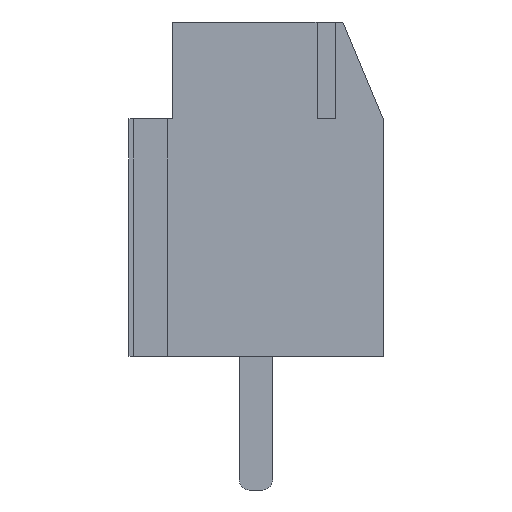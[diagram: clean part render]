
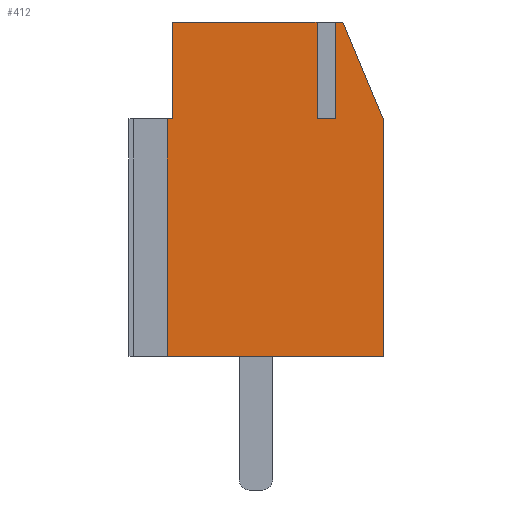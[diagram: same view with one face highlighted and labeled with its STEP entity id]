
A CAD part, left-side view. The second image highlights one B-rep face of the part: STEP entity #412.
In plain terms, the highlighted planar face has unit normal (-1, 0, 0).
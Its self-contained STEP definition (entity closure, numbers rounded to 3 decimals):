
#412=ADVANCED_FACE('',(#1082),#1083,.T.);
#1082=FACE_OUTER_BOUND('',#2069,.T.);
#1083=PLANE('',#2070);
#2069=EDGE_LOOP('',(#3079,#3080,#3081,#3082,#3083,#3084,#3085,#3086,#3087,#3088,#3089));
#2070=AXIS2_PLACEMENT_3D('',#3090,#3091,#3092);
#3079=ORIENTED_EDGE('',*,*,#5934,.F.);
#3080=ORIENTED_EDGE('',*,*,#5936,.T.);
#3081=ORIENTED_EDGE('',*,*,#5937,.T.);
#3082=ORIENTED_EDGE('',*,*,#5938,.T.);
#3083=ORIENTED_EDGE('',*,*,#5939,.T.);
#3084=ORIENTED_EDGE('',*,*,#5940,.F.);
#3085=ORIENTED_EDGE('',*,*,#5941,.F.);
#3086=ORIENTED_EDGE('',*,*,#5942,.T.);
#3087=ORIENTED_EDGE('',*,*,#5943,.T.);
#3088=ORIENTED_EDGE('',*,*,#5944,.T.);
#3089=ORIENTED_EDGE('',*,*,#5945,.T.);
#3090=CARTESIAN_POINT('',(-5.0,0.0,0.0));
#3091=DIRECTION('',(-1.0,0.0,0.0));
#3092=DIRECTION('',(0.0,0.0,1.0));
#5934=EDGE_CURVE('',#7114,#7109,#7116,.T.);
#5936=EDGE_CURVE('',#7114,#7118,#7119,.T.);
#5937=EDGE_CURVE('',#7118,#7120,#7121,.T.);
#5938=EDGE_CURVE('',#7120,#7122,#7123,.T.);
#5939=EDGE_CURVE('',#7122,#7124,#7125,.T.);
#5940=EDGE_CURVE('',#7126,#7124,#7127,.T.);
#5941=EDGE_CURVE('',#7128,#7126,#7129,.T.);
#5942=EDGE_CURVE('',#7128,#7130,#7131,.T.);
#5943=EDGE_CURVE('',#7130,#7132,#7133,.T.);
#5944=EDGE_CURVE('',#7132,#7134,#7135,.T.);
#5945=EDGE_CURVE('',#7134,#7109,#7136,.T.);
#7109=VERTEX_POINT('',#8815);
#7114=VERTEX_POINT('',#8822);
#7116=LINE('',#8825,#8826);
#7118=VERTEX_POINT('',#8828);
#7119=LINE('',#8829,#8830);
#7120=VERTEX_POINT('',#8831);
#7121=LINE('',#8832,#8833);
#7122=VERTEX_POINT('',#8834);
#7123=LINE('',#8835,#8836);
#7124=VERTEX_POINT('',#8837);
#7125=LINE('',#8838,#8839);
#7126=VERTEX_POINT('',#8840);
#7127=LINE('',#8841,#8842);
#7128=VERTEX_POINT('',#8843);
#7129=LINE('',#8844,#8845);
#7130=VERTEX_POINT('',#8846);
#7131=LINE('',#8847,#8848);
#7132=VERTEX_POINT('',#8849);
#7133=LINE('',#8850,#8851);
#7134=VERTEX_POINT('',#8852);
#7135=LINE('',#8853,#8854);
#7136=LINE('',#8855,#8856);
#8815=CARTESIAN_POINT('',(-5.0,2.875,3.55));
#8822=CARTESIAN_POINT('',(-5.0,2.875,-3.55));
#8825=CARTESIAN_POINT('',(-5.0,2.875,-3.55));
#8826=VECTOR('',#11095,1000.0);
#8828=CARTESIAN_POINT('',(-5.0,-3.8,-3.55));
#8829=CARTESIAN_POINT('',(-5.0,3.8,-3.55));
#8830=VECTOR('',#11096,1000.0);
#8831=CARTESIAN_POINT('',(-5.0,-3.8,3.55));
#8832=CARTESIAN_POINT('',(-5.0,-3.8,-3.55));
#8833=VECTOR('',#11097,1000.0);
#8834=CARTESIAN_POINT('',(-5.0,-2.6,6.45));
#8835=CARTESIAN_POINT('',(-5.0,-3.8,3.55));
#8836=VECTOR('',#11098,1000.0);
#8837=CARTESIAN_POINT('',(-5.0,-2.375,6.45));
#8838=CARTESIAN_POINT('',(-5.0,-2.6,6.45));
#8839=VECTOR('',#11099,1000.0);
#8840=CARTESIAN_POINT('',(-5.0,-2.375,3.55));
#8841=CARTESIAN_POINT('',(-5.0,-2.375,3.55));
#8842=VECTOR('',#11100,1000.0);
#8843=CARTESIAN_POINT('',(-5.0,-1.825,3.55));
#8844=CARTESIAN_POINT('',(-5.0,-1.825,3.55));
#8845=VECTOR('',#11101,1000.0);
#8846=CARTESIAN_POINT('',(-5.0,-1.825,6.45));
#8847=CARTESIAN_POINT('',(-5.0,-1.825,3.55));
#8848=VECTOR('',#11102,1000.0);
#8849=CARTESIAN_POINT('',(-5.0,2.5,6.45));
#8850=CARTESIAN_POINT('',(-5.0,-2.6,6.45));
#8851=VECTOR('',#11103,1000.0);
#8852=CARTESIAN_POINT('',(-5.0,2.5,3.55));
#8853=CARTESIAN_POINT('',(-5.0,2.5,6.45));
#8854=VECTOR('',#11104,1000.0);
#8855=CARTESIAN_POINT('',(-5.0,2.5,3.55));
#8856=VECTOR('',#11105,1000.0);
#11095=DIRECTION('',(0.0,0.,1.0));
#11096=DIRECTION('',(0.0,-1.0,0.0));
#11097=DIRECTION('',(0.0,0.,1.0));
#11098=DIRECTION('',(0.0,0.382,0.924));
#11099=DIRECTION('',(0.0,1.0,0.0));
#11100=DIRECTION('',(0.0,0.0,1.0));
#11101=DIRECTION('',(0.0,-1.0,0.0));
#11102=DIRECTION('',(0.0,0.0,1.0));
#11103=DIRECTION('',(0.0,1.0,0.0));
#11104=DIRECTION('',(0.0,0.,-1.0));
#11105=DIRECTION('',(0.0,1.0,0.));
